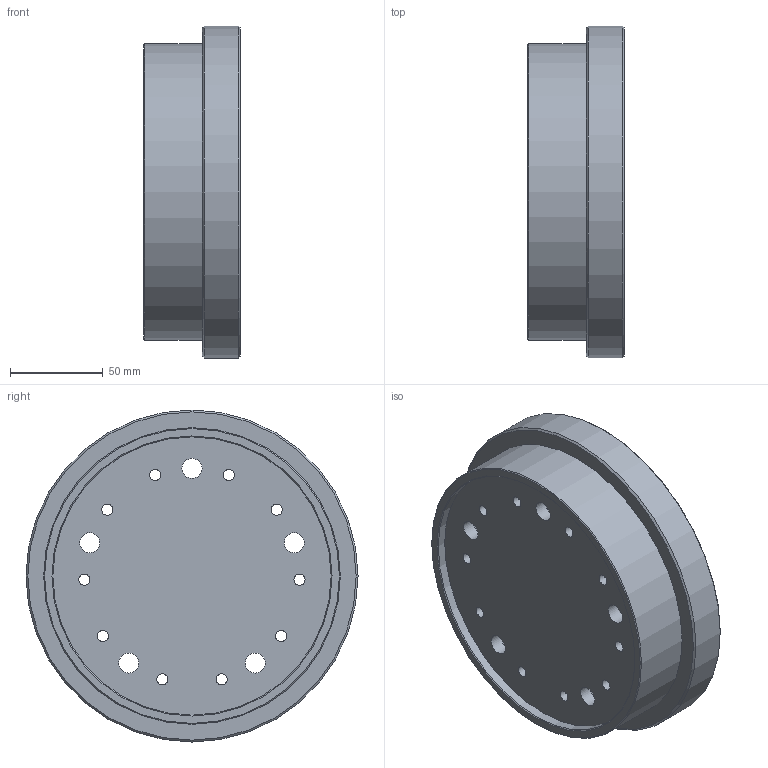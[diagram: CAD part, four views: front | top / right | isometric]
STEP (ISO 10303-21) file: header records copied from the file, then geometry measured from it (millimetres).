
FILE_DESCRIPTION( ( 'STEP AP203' ), '1' );
FILE_NAME( ' ', ' ', ( ' ' ), ( ' ' ), 'PSStep 10.1', ' ', ' ' );
FILE_SCHEMA( ( 'CONFIG_CONTROL_DESIGN' ) );
Length unit declared in the file: millimetre
Products named in the file (1): 1
Bounding box: 52 x 179 x 179 mm (x, y, z)
Volume: 485158.7 mm3; surface area: 96329.2 mm2
Topology: 1 solids, 1 shells, 35 faces, 102 edges, 72 vertices
Faces by surface type: cylinder 19, cone 11, plane 5
Full cylindrical faces by diameter (mm): 6 x10, 10.8 x5, 141 x1, 150 x1, 159.9 x1, 179 x1
Entity records: 952 total; most frequent: DIRECTION 170, CARTESIAN_POINT 135, EDGE_LOOP 98, ORIENTED_EDGE 98, AXIS2_PLACEMENT_3D 85, FACE_OUTER_BOUND 54, VERTEX_POINT 50, EDGE_CURVE 49
